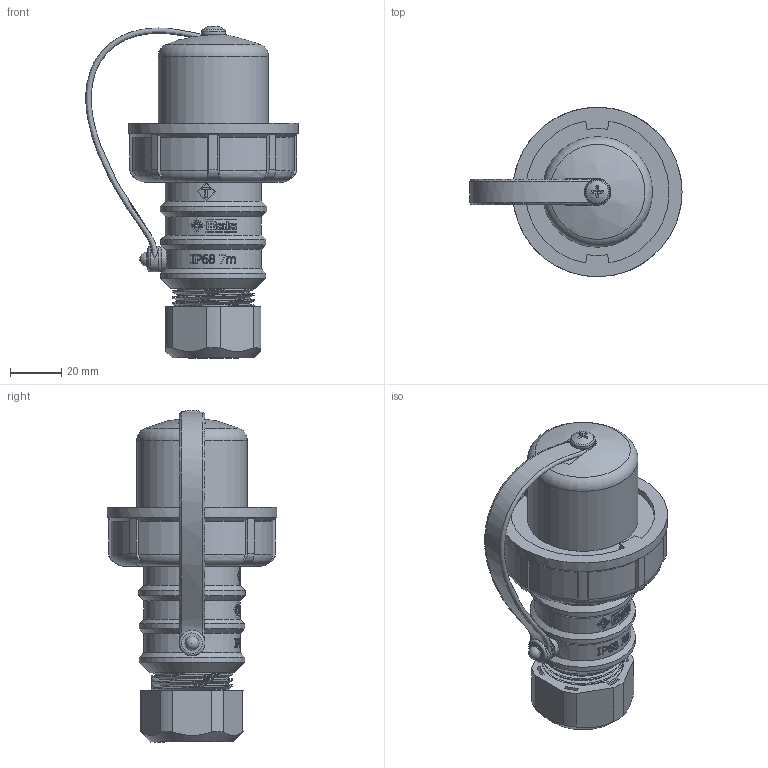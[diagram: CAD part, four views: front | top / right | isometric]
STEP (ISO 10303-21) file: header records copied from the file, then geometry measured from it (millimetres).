
FILE_DESCRIPTION(/* description */ (''),/* implementation_level */ '2;1');
FILE_NAME(/* name */ '735.stp',/* time_stamp */ '2023-10-25T07:56:32+02:00',/* author */ ('massmann'),/* organization */ (''),/* preprocessor_version */ 'ST-DEVELOPER v17',/* originating_system */ 'Autodesk Inventor 2018',/* authorisation */ '');
FILE_SCHEMA (('AUTOMOTIVE_DESIGN { 1 0 10303 214 3 1 1 }'));
Length unit declared in the file: millimetre
Products named in the file (1): 735
Bounding box: 82.61 x 66 x 129.27 mm (x, y, z)
Volume: 194558.2 mm3; surface area: 30081.4 mm2
Topology: 1 solids, 2 shells, 505 faces, 1369 edges, 912 vertices
Faces by surface type: plane 236, cylinder 138, bspline 104, torus 16, cone 9, sphere 2
Full cylindrical faces by diameter (mm): 4 x1, 4.5 x1, 5.5 x1, 9.5 x1, 10 x3, 10.5 x1, 19 x1, 28.5 x2, 31.7 x4, 37.5 x2, 41 x2, 41.5 x1, 43 x1, 66 x1
Entity records: 24936 total; most frequent: CARTESIAN_POINT 12315, ORIENTED_EDGE 2728, DIRECTION 2196, EDGE_CURVE 1364, VERTEX_POINT 912, AXIS2_PLACEMENT_3D 820, EDGE_LOOP 562, LINE 556
